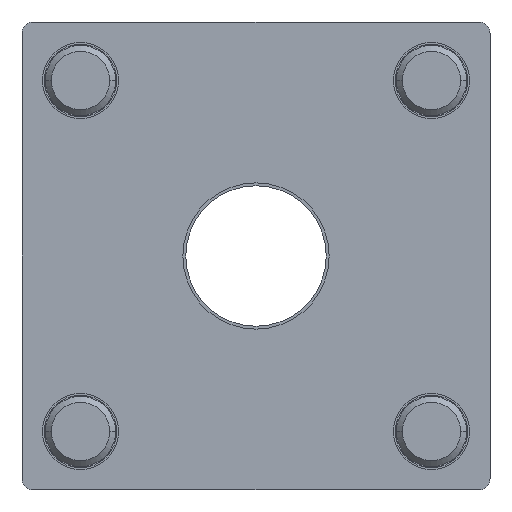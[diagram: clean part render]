
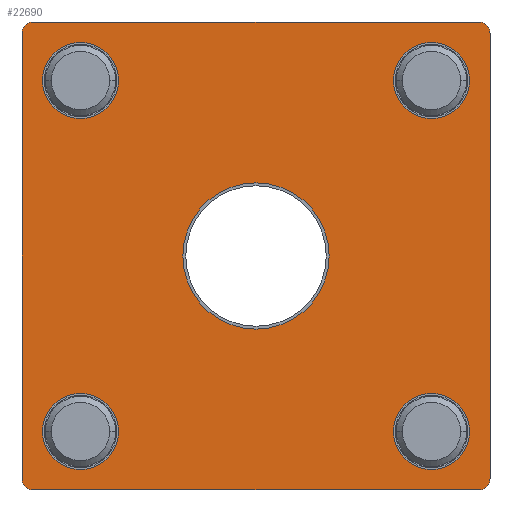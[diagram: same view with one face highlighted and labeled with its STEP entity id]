
A CAD part, left-side view. The second image highlights one B-rep face of the part: STEP entity #22690.
In plain terms, the highlighted face is planar.
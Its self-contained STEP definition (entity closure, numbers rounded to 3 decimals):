
#21190=CARTESIAN_POINT('',(1731.473,18.755,465.));
#21200=DIRECTION('',(0.,0.,1.));
#21210=DIRECTION('',(1.,0.,0.));
#21220=AXIS2_PLACEMENT_3D('',#21190,#21200,#21210);
#21230=PLANE('',#21220);
#21240=CARTESIAN_POINT('',(1769.,-19.,465.));
#21250=DIRECTION('',(0.,0.,1.));
#21260=DIRECTION('',(1.,0.,0.));
#21270=AXIS2_PLACEMENT_3D('',#21240,#21250,#21260);
#21280=CIRCLE('',#21270,1.);
#21290=CARTESIAN_POINT('',(1769.,-20.,465.));
#21300=VERTEX_POINT('',#21290);
#21310=CARTESIAN_POINT('',(1770.,-19.,465.));
#21320=VERTEX_POINT('',#21310);
#21330=EDGE_CURVE('',#21300,#21320,#21280,.T.);
#21340=ORIENTED_EDGE('',*,*,#21330,.F.);
#21350=CARTESIAN_POINT('',(1770.,20.,465.));
#21360=DIRECTION('',(0.,-1.,0.));
#21370=VECTOR('',#21360,1.);
#21380=LINE('',#21350,#21370);
#21390=CARTESIAN_POINT('',(1770.,19.,465.));
#21400=VERTEX_POINT('',#21390);
#21410=EDGE_CURVE('',#21400,#21320,#21380,.T.);
#21420=ORIENTED_EDGE('',*,*,#21410,.T.);
#21430=CARTESIAN_POINT('',(1769.,19.,465.));
#21440=DIRECTION('',(0.,0.,1.));
#21450=DIRECTION('',(1.,0.,0.));
#21460=AXIS2_PLACEMENT_3D('',#21430,#21440,#21450);
#21470=CIRCLE('',#21460,1.);
#21480=CARTESIAN_POINT('',(1769.,20.,465.));
#21490=VERTEX_POINT('',#21480);
#21500=EDGE_CURVE('',#21400,#21490,#21470,.T.);
#21510=ORIENTED_EDGE('',*,*,#21500,.F.);
#21520=CARTESIAN_POINT('',(1730.,20.,465.));
#21530=DIRECTION('',(1.,0.,0.));
#21540=VECTOR('',#21530,1.);
#21550=LINE('',#21520,#21540);
#21560=CARTESIAN_POINT('',(1731.,20.,465.));
#21570=VERTEX_POINT('',#21560);
#21580=EDGE_CURVE('',#21570,#21490,#21550,.T.);
#21590=ORIENTED_EDGE('',*,*,#21580,.T.);
#21600=CARTESIAN_POINT('',(1731.,19.,465.));
#21610=DIRECTION('',(0.,0.,1.));
#21620=DIRECTION('',(1.,0.,0.));
#21630=AXIS2_PLACEMENT_3D('',#21600,#21610,#21620);
#21640=CIRCLE('',#21630,1.);
#21650=CARTESIAN_POINT('',(1730.,19.,465.));
#21660=VERTEX_POINT('',#21650);
#21670=EDGE_CURVE('',#21570,#21660,#21640,.T.);
#21680=ORIENTED_EDGE('',*,*,#21670,.F.);
#21690=CARTESIAN_POINT('',(1730.,-20.,465.));
#21700=DIRECTION('',(0.,1.,0.));
#21710=VECTOR('',#21700,1.);
#21720=LINE('',#21690,#21710);
#21730=CARTESIAN_POINT('',(1730.,-19.,465.));
#21740=VERTEX_POINT('',#21730);
#21750=EDGE_CURVE('',#21740,#21660,#21720,.T.);
#21760=ORIENTED_EDGE('',*,*,#21750,.T.);
#21770=CARTESIAN_POINT('',(1731.,-19.,465.));
#21780=DIRECTION('',(0.,0.,1.));
#21790=DIRECTION('',(1.,0.,0.));
#21800=AXIS2_PLACEMENT_3D('',#21770,#21780,#21790);
#21810=CIRCLE('',#21800,1.);
#21820=CARTESIAN_POINT('',(1731.,-20.,465.));
#21830=VERTEX_POINT('',#21820);
#21840=EDGE_CURVE('',#21740,#21830,#21810,.T.);
#21850=ORIENTED_EDGE('',*,*,#21840,.F.);
#21860=CARTESIAN_POINT('',(1770.,-20.,465.));
#21870=DIRECTION('',(-1.,0.,0.));
#21880=VECTOR('',#21870,1.);
#21890=LINE('',#21860,#21880);
#21900=EDGE_CURVE('',#21300,#21830,#21890,.T.);
#21910=ORIENTED_EDGE('',*,*,#21900,.T.);
#21920=EDGE_LOOP('',(#21910,#21850,#21760,#21680,#21590,#21510,#21420,
#21340));
#21930=FACE_OUTER_BOUND('',#21920,.T.);
#21940=CARTESIAN_POINT('',(1765.,15.,465.));
#21950=DIRECTION('',(0.,0.,-1.));
#21960=DIRECTION('',(0.,1.,0.));
#21970=AXIS2_PLACEMENT_3D('',#21940,#21950,#21960);
#21980=CIRCLE('',#21970,3.25);
#21990=CARTESIAN_POINT('',(1765.,18.25,465.));
#22000=VERTEX_POINT('',#21990);
#22010=CARTESIAN_POINT('',(1765.,11.75,465.));
#22020=VERTEX_POINT('',#22010);
#22030=EDGE_CURVE('',#22000,#22020,#21980,.T.);
#22040=ORIENTED_EDGE('',*,*,#22030,.F.);
#22050=EDGE_CURVE('',#22020,#22000,#21980,.T.);
#22060=ORIENTED_EDGE('',*,*,#22050,.F.);
#22070=EDGE_LOOP('',(#22060,#22040));
#22080=FACE_BOUND('',#22070,.T.);
#22090=CARTESIAN_POINT('',(1735.,15.,465.));
#22100=DIRECTION('',(0.,0.,-1.));
#22110=DIRECTION('',(0.,1.,0.));
#22120=AXIS2_PLACEMENT_3D('',#22090,#22100,#22110);
#22130=CIRCLE('',#22120,3.25);
#22140=CARTESIAN_POINT('',(1735.,18.25,465.));
#22150=VERTEX_POINT('',#22140);
#22160=CARTESIAN_POINT('',(1735.,11.75,465.));
#22170=VERTEX_POINT('',#22160);
#22180=EDGE_CURVE('',#22150,#22170,#22130,.T.);
#22190=ORIENTED_EDGE('',*,*,#22180,.F.);
#22200=EDGE_CURVE('',#22170,#22150,#22130,.T.);
#22210=ORIENTED_EDGE('',*,*,#22200,.F.);
#22220=EDGE_LOOP('',(#22210,#22190));
#22230=FACE_BOUND('',#22220,.T.);
#22240=CARTESIAN_POINT('',(1735.,-15.,465.));
#22250=DIRECTION('',(0.,0.,-1.));
#22260=DIRECTION('',(0.,1.,0.));
#22270=AXIS2_PLACEMENT_3D('',#22240,#22250,#22260);
#22280=CIRCLE('',#22270,3.25);
#22290=CARTESIAN_POINT('',(1735.,-11.75,465.));
#22300=VERTEX_POINT('',#22290);
#22310=CARTESIAN_POINT('',(1735.,-18.25,465.));
#22320=VERTEX_POINT('',#22310);
#22330=EDGE_CURVE('',#22300,#22320,#22280,.T.);
#22340=ORIENTED_EDGE('',*,*,#22330,.F.);
#22350=EDGE_CURVE('',#22320,#22300,#22280,.T.);
#22360=ORIENTED_EDGE('',*,*,#22350,.F.);
#22370=EDGE_LOOP('',(#22360,#22340));
#22380=FACE_BOUND('',#22370,.T.);
#22390=CARTESIAN_POINT('',(1765.,-15.,465.));
#22400=DIRECTION('',(0.,0.,-1.));
#22410=DIRECTION('',(0.,1.,0.));
#22420=AXIS2_PLACEMENT_3D('',#22390,#22400,#22410);
#22430=CIRCLE('',#22420,3.25);
#22440=CARTESIAN_POINT('',(1765.,-11.75,465.));
#22450=VERTEX_POINT('',#22440);
#22460=CARTESIAN_POINT('',(1765.,-18.25,465.));
#22470=VERTEX_POINT('',#22460);
#22480=EDGE_CURVE('',#22450,#22470,#22430,.T.);
#22490=ORIENTED_EDGE('',*,*,#22480,.F.);
#22500=EDGE_CURVE('',#22470,#22450,#22430,.T.);
#22510=ORIENTED_EDGE('',*,*,#22500,.F.);
#22520=EDGE_LOOP('',(#22510,#22490));
#22530=FACE_BOUND('',#22520,.T.);
#22540=CARTESIAN_POINT('',(1750.,0.,465.));
#22550=DIRECTION('',(0.,0.,-1.));
#22560=DIRECTION('',(0.,1.,0.));
#22570=AXIS2_PLACEMENT_3D('',#22540,#22550,#22560);
#22580=CIRCLE('',#22570,6.25);
#22590=CARTESIAN_POINT('',(1750.,6.25,465.));
#22600=VERTEX_POINT('',#22590);
#22610=CARTESIAN_POINT('',(1750.,-6.25,465.));
#22620=VERTEX_POINT('',#22610);
#22630=EDGE_CURVE('',#22600,#22620,#22580,.T.);
#22640=ORIENTED_EDGE('',*,*,#22630,.F.);
#22650=EDGE_CURVE('',#22620,#22600,#22580,.T.);
#22660=ORIENTED_EDGE('',*,*,#22650,.F.);
#22670=EDGE_LOOP('',(#22660,#22640));
#22680=FACE_BOUND('',#22670,.T.);
#22690=ADVANCED_FACE('',(#21930,#22080,#22230,#22380,#22530,#22680),
#21230,.F.);
